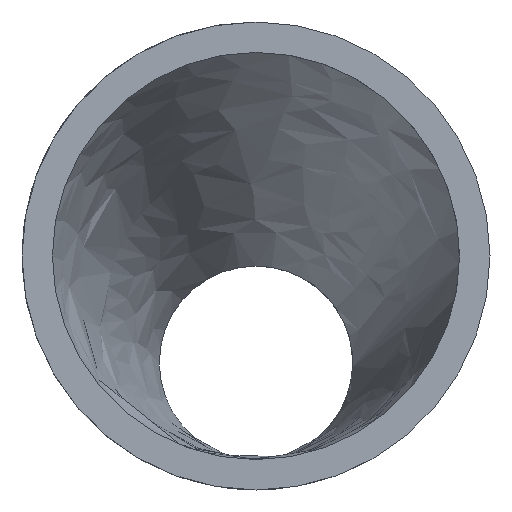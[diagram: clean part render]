
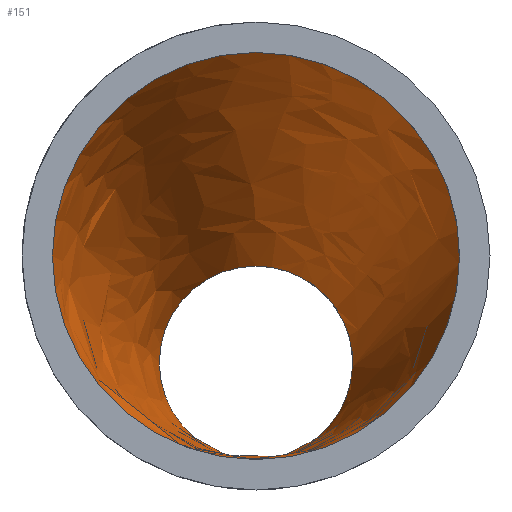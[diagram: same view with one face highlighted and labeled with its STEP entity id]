
A CAD part, left-side view. The second image highlights one B-rep face of the part: STEP entity #151.
In plain terms, the highlighted free-form (B-spline) face has degree [1, 2] with [2, 9] control points.
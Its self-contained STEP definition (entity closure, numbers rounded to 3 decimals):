
#31=FACE_OUTER_BOUND('',#39,.T.);
#39=EDGE_LOOP('',(#105,#106,#107,#108,#109,#110,#111,#112));
#49=B_SPLINE_CURVE_WITH_KNOTS('',1,(#276,#277),.UNSPECIFIED.,.F.,.F.,(2,
2),(0.008,2.642),.UNSPECIFIED.);
#51=CIRCLE('',#179,11.05);
#52=CIRCLE('',#180,11.05);
#53=CIRCLE('',#181,5.25);
#54=CIRCLE('',#182,5.25);
#55=CIRCLE('',#183,5.25);
#56=CIRCLE('',#184,11.05);
#67=VERTEX_POINT('',#270);
#68=VERTEX_POINT('',#271);
#69=VERTEX_POINT('',#273);
#70=VERTEX_POINT('',#275);
#71=VERTEX_POINT('',#278);
#72=VERTEX_POINT('',#280);
#83=EDGE_CURVE('',#67,#68,#51,.T.);
#84=EDGE_CURVE('',#69,#67,#52,.T.);
#85=EDGE_CURVE('',#69,#70,#49,.T.);
#86=EDGE_CURVE('',#70,#71,#53,.T.);
#87=EDGE_CURVE('',#71,#72,#54,.T.);
#88=EDGE_CURVE('',#72,#70,#55,.T.);
#89=EDGE_CURVE('',#68,#69,#56,.T.);
#105=ORIENTED_EDGE('',*,*,#83,.F.);
#106=ORIENTED_EDGE('',*,*,#84,.F.);
#107=ORIENTED_EDGE('',*,*,#85,.T.);
#108=ORIENTED_EDGE('',*,*,#86,.T.);
#109=ORIENTED_EDGE('',*,*,#87,.T.);
#110=ORIENTED_EDGE('',*,*,#88,.T.);
#111=ORIENTED_EDGE('',*,*,#85,.F.);
#112=ORIENTED_EDGE('',*,*,#89,.F.);
#149=(
BOUNDED_SURFACE()
B_SPLINE_SURFACE(1,2,((#252,#253,#254,#255,#256,#257,#258,#259,#260),(#261,
#262,#263,#264,#265,#266,#267,#268,#269)),.UNSPECIFIED.,.F.,.T.,.F.)
B_SPLINE_SURFACE_WITH_KNOTS((2,2),(3,2,2,2,3),(-0.199,2.733),
(-3.142,-1.571,0.,1.571,3.142),
 .UNSPECIFIED.)
GEOMETRIC_REPRESENTATION_ITEM()
RATIONAL_B_SPLINE_SURFACE(((1.,0.707,1.,0.707,1.,
0.707,1.,0.707,1.),(1.,0.707,1.,0.707,
1.,0.707,1.,0.707,1.)))
REPRESENTATION_ITEM('')
SURFACE()
);
#151=ADVANCED_FACE('',(#31),#149,.T.);
#179=AXIS2_PLACEMENT_3D('',#272,#203,#204);
#180=AXIS2_PLACEMENT_3D('',#274,#205,#206);
#181=AXIS2_PLACEMENT_3D('',#279,#207,#208);
#182=AXIS2_PLACEMENT_3D('',#281,#209,#210);
#183=AXIS2_PLACEMENT_3D('',#282,#211,#212);
#184=AXIS2_PLACEMENT_3D('',#283,#213,#214);
#203=DIRECTION('center_axis',(1.,0.,0.));
#204=DIRECTION('ref_axis',(0.,0.,-1.));
#205=DIRECTION('center_axis',(1.,0.,0.));
#206=DIRECTION('ref_axis',(0.,0.,-1.));
#207=DIRECTION('center_axis',(1.,0.,0.));
#208=DIRECTION('ref_axis',(0.,0.,-1.));
#209=DIRECTION('center_axis',(1.,0.,0.));
#210=DIRECTION('ref_axis',(0.,0.,-1.));
#211=DIRECTION('center_axis',(1.,0.,0.));
#212=DIRECTION('ref_axis',(0.,0.,-1.));
#213=DIRECTION('center_axis',(1.,0.,0.));
#214=DIRECTION('ref_axis',(0.,0.,-1.));
#252=CARTESIAN_POINT('Ctrl Pts',(2.802,-11.496,0.));
#253=CARTESIAN_POINT('Ctrl Pts',(0.603,-11.496,-11.05));
#254=CARTESIAN_POINT('Ctrl Pts',(0.603,0.,
-11.05));
#255=CARTESIAN_POINT('Ctrl Pts',(0.603,11.496,-11.05));
#256=CARTESIAN_POINT('Ctrl Pts',(2.802,11.496,0.));
#257=CARTESIAN_POINT('Ctrl Pts',(5.,11.496,11.05));
#258=CARTESIAN_POINT('Ctrl Pts',(5.,0.,11.05));
#259=CARTESIAN_POINT('Ctrl Pts',(5.,-11.496,11.05));
#260=CARTESIAN_POINT('Ctrl Pts',(2.802,-11.496,0.));
#261=CARTESIAN_POINT('Ctrl Pts',(33.965,-5.046,-6.2));
#262=CARTESIAN_POINT('Ctrl Pts',(33.,-5.046,-11.05));
#263=CARTESIAN_POINT('Ctrl Pts',(33.,0.,-11.05));
#264=CARTESIAN_POINT('Ctrl Pts',(33.,5.046,-11.05));
#265=CARTESIAN_POINT('Ctrl Pts',(33.965,5.046,-6.2));
#266=CARTESIAN_POINT('Ctrl Pts',(34.93,5.046,-1.35));
#267=CARTESIAN_POINT('Ctrl Pts',(34.93,0.,
-1.35));
#268=CARTESIAN_POINT('Ctrl Pts',(34.93,-5.046,-1.35));
#269=CARTESIAN_POINT('Ctrl Pts',(33.965,-5.046,-6.2));
#270=CARTESIAN_POINT('',(5.,0.,-11.05));
#271=CARTESIAN_POINT('',(5.,0.,11.05));
#272=CARTESIAN_POINT('Origin',(5.,0.,0.));
#273=CARTESIAN_POINT('',(5.,-11.041,-0.437));
#274=CARTESIAN_POINT('Origin',(5.,0.,0.));
#275=CARTESIAN_POINT('',(33.,-5.246,-6.008));
#276=CARTESIAN_POINT('Ctrl Pts',(5.,-11.041,-0.437));
#277=CARTESIAN_POINT('Ctrl Pts',(33.,-5.246,-6.008));
#278=CARTESIAN_POINT('',(33.,0.,-11.05));
#279=CARTESIAN_POINT('Origin',(33.,0.,-5.8));
#280=CARTESIAN_POINT('',(33.,0.,-0.55));
#281=CARTESIAN_POINT('Origin',(33.,0.,-5.8));
#282=CARTESIAN_POINT('Origin',(33.,0.,-5.8));
#283=CARTESIAN_POINT('Origin',(5.,0.,0.));
